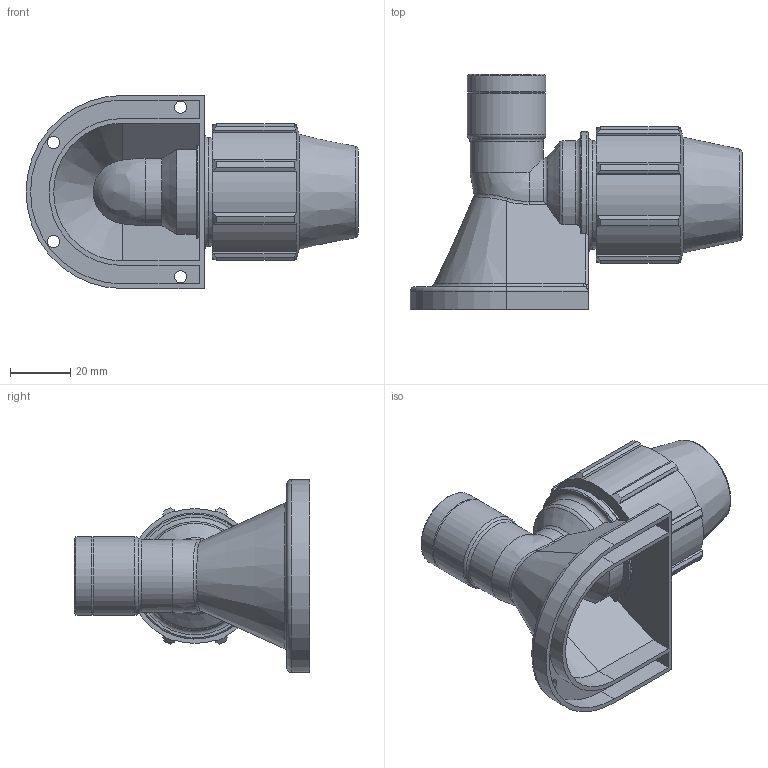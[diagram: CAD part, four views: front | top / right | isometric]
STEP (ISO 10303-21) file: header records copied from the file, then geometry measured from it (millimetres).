
FILE_DESCRIPTION(/* description */ ('PLASSON WALL PLATE ELBOW 20-1/2"'),/* implementation_level */ '2;1');
FILE_NAME(/* name */ '077500020005__0775060200050A.ipt.stp',/* time_stamp */ '2017-06-08T04:08:58+03:00',/* author */ ('KIM'),/* organization */ (''),/* preprocessor_version */ 'ST-DEVELOPER v15.6',/* originating_system */ 'Autodesk Inventor 2015',/* authorisation */ '');
FILE_SCHEMA (('AUTOMOTIVE_DESIGN { 1 0 10303 214 3 1 1 }'));
Length unit declared in the file: millimetre
Products named in the file (1): 077500020005__0775060200050A
Bounding box: 110 x 78 x 64 mm (x, y, z)
Volume: 84889.9 mm3; surface area: 36000 mm2
Topology: 1 solids, 1 shells, 156 faces, 414 edges, 263 vertices
Faces by surface type: plane 66, cylinder 50, cone 18, torus 12, bspline 10
Full cylindrical faces by diameter (mm): 4 x4, 13.042 x1, 16.768 x2, 18.631 x1, 20 x1, 24.22 x1, 26.083 x2, 36 x1
Entity records: 5196 total; most frequent: CARTESIAN_POINT 1365, ORIENTED_EDGE 760, DIRECTION 738, EDGE_CURVE 380, AXIS2_PLACEMENT_3D 276, VERTEX_POINT 258, EDGE_LOOP 198, LINE 186
